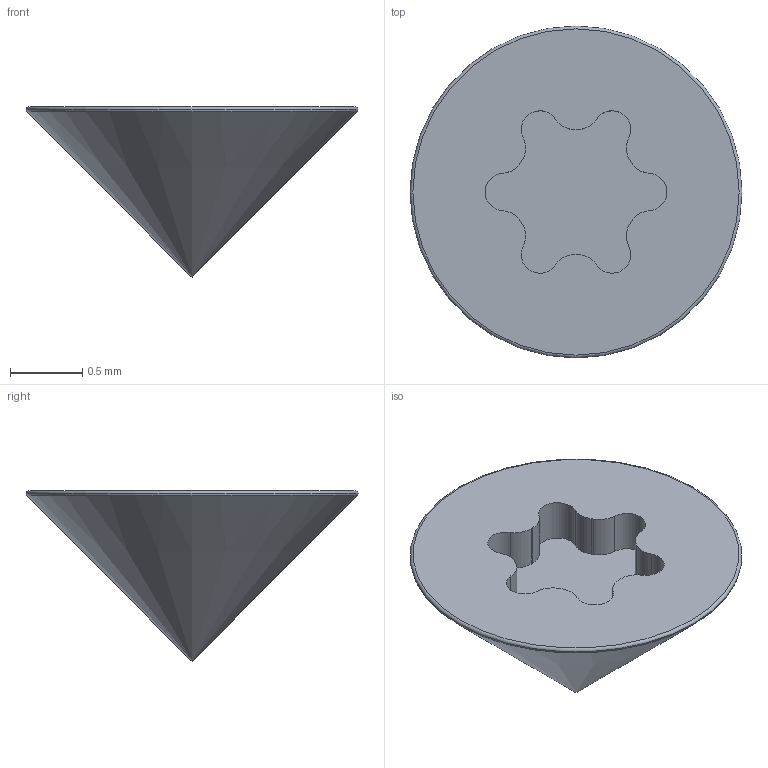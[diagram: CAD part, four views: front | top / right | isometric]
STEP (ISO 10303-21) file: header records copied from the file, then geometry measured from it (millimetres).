
FILE_DESCRIPTION(('HOOPS Exchange Step'),'2;1');
FILE_NAME('temp_export','2025-12-08T08:57:57-13:00',('sanyamsaharan'),('Shapr3D Limited'),'HOOPS Exchange 2025.7','Shapr3D','Authorized');
FILE_SCHEMA( ('AP242_MANAGED_MODEL_BASED_3D_ENGINEERING_MIM_LF {1 0 10303 442 1 1 4}') );
Length unit declared in the file: millimetre
Products named in the file (1): M1.4 4mm torx screw fake
Bounding box: 2.3 x 2.3 x 1.18 mm (x, y, z)
Volume: 1.4 mm3; surface area: 11.5 mm2
Topology: 1 solids, 1 shells, 34 faces, 95 edges, 63 vertices
Faces by surface type: cylinder 23, plane 8, torus 2, cone 1
Entity records: 1154 total; most frequent: DIRECTION 218, CARTESIAN_POINT 193, ORIENTED_EDGE 188, EDGE_CURVE 94, AXIS2_PLACEMENT_3D 88, VERTEX_POINT 63, CIRCLE 52, VECTOR 42
